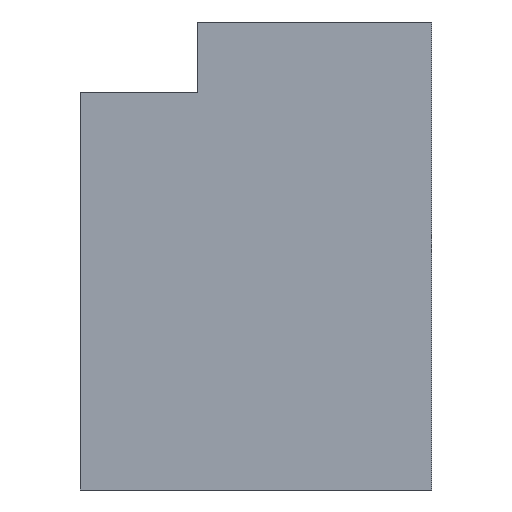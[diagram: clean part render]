
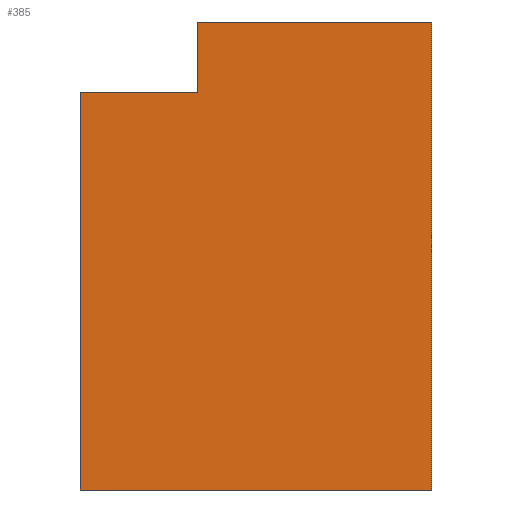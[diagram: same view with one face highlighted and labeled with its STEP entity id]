
A CAD part, left-side view. The second image highlights one B-rep face of the part: STEP entity #385.
In plain terms, the highlighted planar face has unit normal (-1, 0, 0).
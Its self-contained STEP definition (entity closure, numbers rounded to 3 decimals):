
#69=FACE_OUTER_BOUND('',#92,.T.);
#92=EDGE_LOOP('',(#326,#327,#328,#329,#330,#331));
#100=LINE('',#574,#133);
#103=LINE('',#580,#136);
#121=LINE('',#659,#154);
#125=LINE('',#667,#158);
#126=LINE('',#668,#159);
#127=LINE('',#669,#160);
#133=VECTOR('',#452,10.);
#136=VECTOR('',#457,10.);
#154=VECTOR('',#547,10.);
#158=VECTOR('',#553,10.);
#159=VECTOR('',#554,10.);
#160=VECTOR('',#555,10.);
#165=VERTEX_POINT('',#570);
#167=VERTEX_POINT('',#573);
#169=VERTEX_POINT('',#579);
#193=VERTEX_POINT('',#656);
#194=VERTEX_POINT('',#658);
#197=VERTEX_POINT('',#666);
#200=EDGE_CURVE('',#165,#167,#100,.T.);
#203=EDGE_CURVE('',#167,#169,#103,.T.);
#241=EDGE_CURVE('',#193,#194,#121,.T.);
#245=EDGE_CURVE('',#169,#197,#125,.T.);
#246=EDGE_CURVE('',#165,#194,#126,.T.);
#247=EDGE_CURVE('',#197,#193,#127,.T.);
#326=ORIENTED_EDGE('',*,*,#245,.F.);
#327=ORIENTED_EDGE('',*,*,#203,.F.);
#328=ORIENTED_EDGE('',*,*,#200,.F.);
#329=ORIENTED_EDGE('',*,*,#246,.T.);
#330=ORIENTED_EDGE('',*,*,#241,.F.);
#331=ORIENTED_EDGE('',*,*,#247,.F.);
#362=PLANE('',#442);
#385=ADVANCED_FACE('',(#69),#362,.T.);
#442=AXIS2_PLACEMENT_3D('',#665,#551,#552);
#452=DIRECTION('',(0.,0.,1.));
#457=DIRECTION('',(0.,-1.,0.));
#547=DIRECTION('',(0.,0.,1.));
#551=DIRECTION('center_axis',(-1.,0.,0.));
#552=DIRECTION('ref_axis',(0.,0.,1.));
#553=DIRECTION('',(0.,0.,-1.));
#554=DIRECTION('',(0.,1.,0.));
#555=DIRECTION('',(0.,1.,0.));
#570=CARTESIAN_POINT('',(-6.925,12.7,15.24));
#573=CARTESIAN_POINT('',(-6.925,12.7,19.05));
#574=CARTESIAN_POINT('',(-6.925,12.7,15.24));
#579=CARTESIAN_POINT('',(-6.925,0.,19.05));
#580=CARTESIAN_POINT('',(-6.925,12.7,19.05));
#656=CARTESIAN_POINT('',(-6.925,19.05,-6.35));
#658=CARTESIAN_POINT('',(-6.925,19.05,15.24));
#659=CARTESIAN_POINT('',(-6.925,19.05,15.24));
#665=CARTESIAN_POINT('Origin',(-6.925,0.,-6.35));
#666=CARTESIAN_POINT('',(-6.925,0.,-6.35));
#667=CARTESIAN_POINT('',(-6.925,0.,15.24));
#668=CARTESIAN_POINT('',(-6.925,0.,15.24));
#669=CARTESIAN_POINT('',(-6.925,0.,-6.35));
